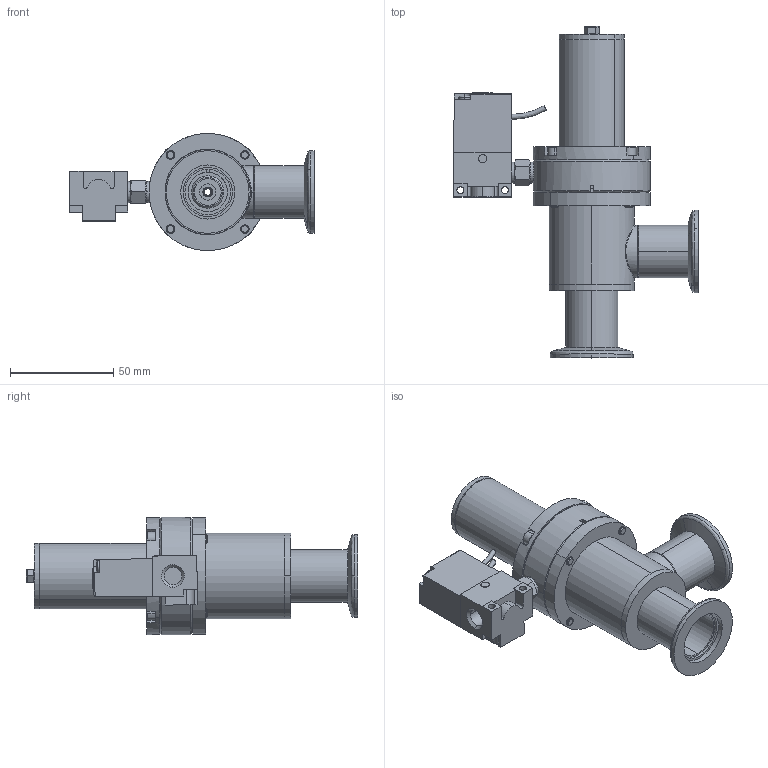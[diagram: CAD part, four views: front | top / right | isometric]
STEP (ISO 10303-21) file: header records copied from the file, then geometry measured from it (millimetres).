
FILE_DESCRIPTION (( 'STEP AP214' ), '1' );
FILE_NAME ('ESVP-S03102.STEP', '2022-12-15T17:50:51', ( '' ), ( '' ), 'SwSTEP 2.0', 'SolidWorks 2020', '' );
FILE_SCHEMA (( 'AUTOMOTIVE_DESIGN' ));
Length unit declared in the file: inch
Products named in the file (1): ESVP-S03102
Bounding box: 118.49 x 160.81 x 56.77 mm (x, y, z)
Volume: 112212.2 mm3; surface area: 74371.8 mm2
Topology: 20 solids, 20 shells, 1560 faces, 3895 edges, 2403 vertices
Faces by surface type: cone 613, cylinder 411, plane 271, bspline 249, torus 16
Entity records: 71655 total; most frequent: CARTESIAN_POINT 13125, DIRECTION 8689, ORIENTED_EDGE 7774, EDGE_CURVE 3887, AXIS2_PLACEMENT_3D 3585, VERTEX_POINT 2403, CIRCLE 2273, EDGE_LOOP 1656
